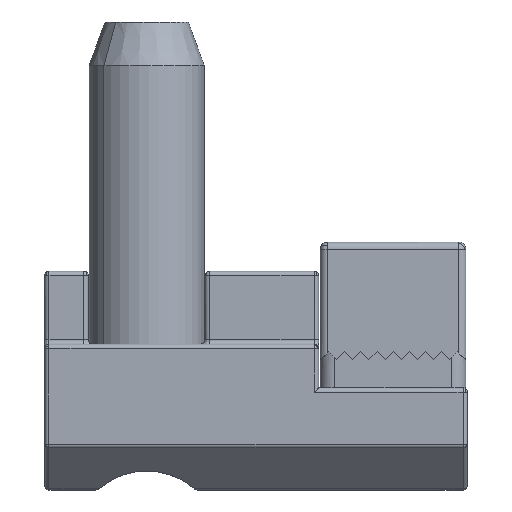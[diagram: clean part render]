
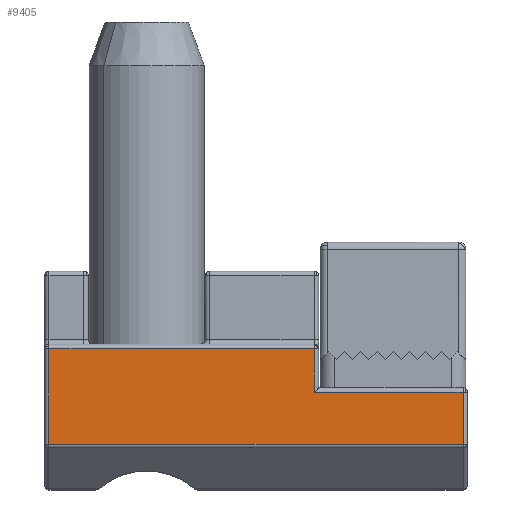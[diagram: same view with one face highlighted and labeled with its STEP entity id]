
A CAD part, left-side view. The second image highlights one B-rep face of the part: STEP entity #9405.
In plain terms, the highlighted planar face has unit normal (-1, 0, 0).
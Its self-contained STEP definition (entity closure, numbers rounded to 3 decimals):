
#218 = EDGE_CURVE ( 'NONE', #7782, #11863, #9494, .T. ) ;
#221 = CARTESIAN_POINT ( 'NONE',  ( -6.7, 2.55, 6.7 ) ) ;
#725 = VECTOR ( 'NONE', #10277, 1000. ) ;
#746 = PLANE ( 'NONE',  #8759 ) ;
#822 = ORIENTED_EDGE ( 'NONE', *, *, #6288, .F. ) ;
#1399 = VERTEX_POINT ( 'NONE', #10622 ) ;
#1882 = ORIENTED_EDGE ( 'NONE', *, *, #218, .T. ) ;
#1978 = VERTEX_POINT ( 'NONE', #10426 ) ;
#2071 = CARTESIAN_POINT ( 'NONE',  ( -6.7, -14.2, 3.124 ) ) ;
#2622 = DIRECTION ( 'NONE',  ( 0., 0., 1. ) ) ;
#2792 = CARTESIAN_POINT ( 'NONE',  ( -6.7, 14.5, 0. ) ) ;
#3343 = LINE ( 'NONE', #10287, #3947 ) ;
#3463 = CARTESIAN_POINT ( 'NONE',  ( -6.7, 14.2, 0. ) ) ;
#3629 = CARTESIAN_POINT ( 'NONE',  ( -6.7, 14.5, 9.7 ) ) ;
#3878 = LINE ( 'NONE', #12069, #8765 ) ;
#3926 = VECTOR ( 'NONE', #9678, 1000. ) ;
#3947 = VECTOR ( 'NONE', #7580, 1000. ) ;
#4184 = EDGE_CURVE ( 'NONE', #1399, #11863, #8930, .T. ) ;
#4666 = DIRECTION ( 'NONE',  ( -1., 0., 0. ) ) ;
#4928 = VECTOR ( 'NONE', #11497, 1000. ) ;
#6180 = ORIENTED_EDGE ( 'NONE', *, *, #8807, .F. ) ;
#6288 = EDGE_CURVE ( 'NONE', #11906, #1978, #10559, .T. ) ;
#6394 = FACE_OUTER_BOUND ( 'NONE', #8135, .T. ) ;
#6469 = LINE ( 'NONE', #8721, #3926 ) ;
#6912 = CARTESIAN_POINT ( 'NONE',  ( -6.7, -4., 6.7 ) ) ;
#7200 = DIRECTION ( 'NONE',  ( 0., 0., 1. ) ) ;
#7580 = DIRECTION ( 'NONE',  ( 0., -1., 0. ) ) ;
#7782 = VERTEX_POINT ( 'NONE', #9511 ) ;
#7899 = EDGE_CURVE ( 'NONE', #1978, #11406, #6469, .T. ) ;
#8135 = EDGE_LOOP ( 'NONE', ( #6180, #1882, #12208, #8553, #10809, #822 ) ) ;
#8553 = ORIENTED_EDGE ( 'NONE', *, *, #10374, .T. ) ;
#8614 = VECTOR ( 'NONE', #7200, 1000. ) ;
#8721 = CARTESIAN_POINT ( 'NONE',  ( -6.7, -14.2, 0. ) ) ;
#8759 = AXIS2_PLACEMENT_3D ( 'NONE', #2792, #4666, #2622 ) ;
#8765 = VECTOR ( 'NONE', #9288, 1000. ) ;
#8807 = EDGE_CURVE ( 'NONE', #7782, #11906, #3878, .T. ) ;
#8930 = LINE ( 'NONE', #3463, #8614 ) ;
#9288 = DIRECTION ( 'NONE',  ( 0., 0., -1. ) ) ;
#9405 = ADVANCED_FACE ( 'NONE', ( #6394 ), #746, .T. ) ;
#9494 = LINE ( 'NONE', #3629, #725 ) ;
#9511 = CARTESIAN_POINT ( 'NONE',  ( -6.7, -4., 9.7 ) ) ;
#9678 = DIRECTION ( 'NONE',  ( 0., 0., -1. ) ) ;
#10277 = DIRECTION ( 'NONE',  ( 0., 1., 0. ) ) ;
#10287 = CARTESIAN_POINT ( 'NONE',  ( -6.7, 14.5, 3.124 ) ) ;
#10374 = EDGE_CURVE ( 'NONE', #1399, #11406, #3343, .T. ) ;
#10426 = CARTESIAN_POINT ( 'NONE',  ( -6.7, -14.2, 6.7 ) ) ;
#10559 = LINE ( 'NONE', #221, #4928 ) ;
#10622 = CARTESIAN_POINT ( 'NONE',  ( -6.7, 14.2, 3.124 ) ) ;
#10809 = ORIENTED_EDGE ( 'NONE', *, *, #7899, .F. ) ;
#11406 = VERTEX_POINT ( 'NONE', #2071 ) ;
#11497 = DIRECTION ( 'NONE',  ( 0., -1., 0. ) ) ;
#11627 = CARTESIAN_POINT ( 'NONE',  ( -6.7, 14.2, 9.7 ) ) ;
#11863 = VERTEX_POINT ( 'NONE', #11627 ) ;
#11906 = VERTEX_POINT ( 'NONE', #6912 ) ;
#12069 = CARTESIAN_POINT ( 'NONE',  ( -6.7, -4., 7.5 ) ) ;
#12208 = ORIENTED_EDGE ( 'NONE', *, *, #4184, .F. ) ;
